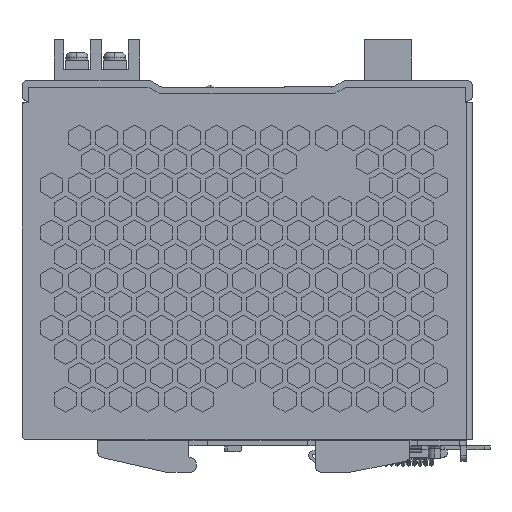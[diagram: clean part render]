
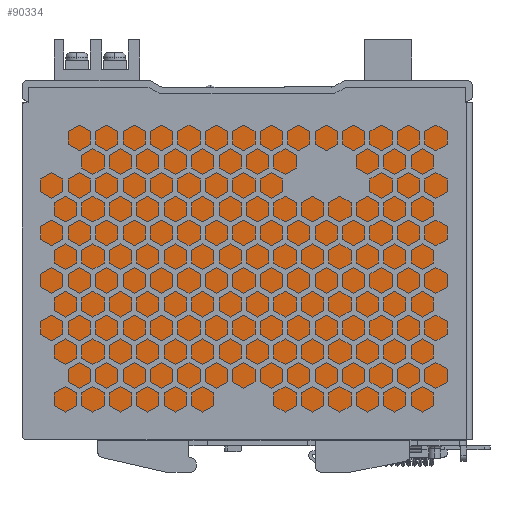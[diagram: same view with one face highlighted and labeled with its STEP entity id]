
A CAD part, left-side view. The second image highlights one B-rep face of the part: STEP entity #90334.
In plain terms, the highlighted planar face has unit normal (-1, 0, 0).
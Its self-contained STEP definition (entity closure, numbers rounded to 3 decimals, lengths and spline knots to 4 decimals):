
#29210 = CARTESIAN_POINT ( 'NONE',  ( -1.23, 2.1972, -0.2333 ) ) ;
#29225 = CARTESIAN_POINT ( 'NONE',  ( -1.23, -2.257, -3.695 ) ) ;
#29269 = DIRECTION ( 'NONE',  ( 0., -1., 0. ) ) ;
#29270 = VECTOR ( 'NONE', #29269, 39.3701 ) ;
#29271 = LINE ( 'NONE', #29282, #29270 ) ;
#29272 = CARTESIAN_POINT ( 'NONE',  ( -1.23, -2.257, -0.2333 ) ) ;
#29282 = CARTESIAN_POINT ( 'NONE',  ( -1.23, 2.1972, -0.2333 ) ) ;
#29300 = LINE ( 'NONE', #29352, #29351 ) ;
#29317 = CARTESIAN_POINT ( 'NONE',  ( -1.23, 2.1972, -3.695 ) ) ;
#29336 = AXIS2_PLACEMENT_3D ( 'NONE', #29393, #29385, #29384 ) ;
#29337 = DIRECTION ( 'NONE',  ( 0., 1., 0. ) ) ;
#29338 = VECTOR ( 'NONE', #29337, 39.3701 ) ;
#29339 = CARTESIAN_POINT ( 'NONE',  ( -1.23, 2.1972, -3.695 ) ) ;
#29340 = LINE ( 'NONE', #29339, #29338 ) ;
#29350 = DIRECTION ( 'NONE',  ( 0., 0., 1. ) ) ;
#29351 = VECTOR ( 'NONE', #29350, 39.3701 ) ;
#29352 = CARTESIAN_POINT ( 'NONE',  ( -1.23, 2.1972, -3.695 ) ) ;
#29384 = DIRECTION ( 'NONE',  ( 0., 0., 1. ) ) ;
#29385 = DIRECTION ( 'NONE',  ( -1., 0., 0. ) ) ;
#29389 = PLANE ( 'NONE',  #29336 ) ;
#29393 = CARTESIAN_POINT ( 'NONE',  ( -1.23, -2.257, -3.695 ) ) ;
#29396 = FACE_OUTER_BOUND ( 'NONE', #90261, .T. ) ;
#29420 = DIRECTION ( 'NONE',  ( 0., 0., -1. ) ) ;
#29421 = VECTOR ( 'NONE', #29420, 39.3701 ) ;
#29422 = CARTESIAN_POINT ( 'NONE',  ( -1.23, -2.257, -3.695 ) ) ;
#29423 = LINE ( 'NONE', #29422, #29421 ) ;
#90188 = VERTEX_POINT ( 'NONE', #29225 ) ;
#90191 = VERTEX_POINT ( 'NONE', #29210 ) ;
#90255 = EDGE_CURVE ( 'NONE', #90191, #90270, #29271, .T. ) ;
#90261 = EDGE_LOOP ( 'NONE', ( #90418, #90333, #90383, #90389 ) ) ;
#90270 = VERTEX_POINT ( 'NONE', #29272 ) ;
#90277 = VERTEX_POINT ( 'NONE', #29317 ) ;
#90292 = EDGE_CURVE ( 'NONE', #90277, #90191, #29300, .T. ) ;
#90308 = EDGE_CURVE ( 'NONE', #90188, #90277, #29340, .T. ) ;
#90333 = ORIENTED_EDGE ( 'NONE', *, *, #90363, .F. ) ;
#90334 = ADVANCED_FACE ( 'NONE', ( #29396 ), #29389, .T. ) ;
#90363 = EDGE_CURVE ( 'NONE', #90270, #90188, #29423, .T. ) ;
#90383 = ORIENTED_EDGE ( 'NONE', *, *, #90255, .F. ) ;
#90389 = ORIENTED_EDGE ( 'NONE', *, *, #90292, .F. ) ;
#90418 = ORIENTED_EDGE ( 'NONE', *, *, #90308, .F. ) ;
